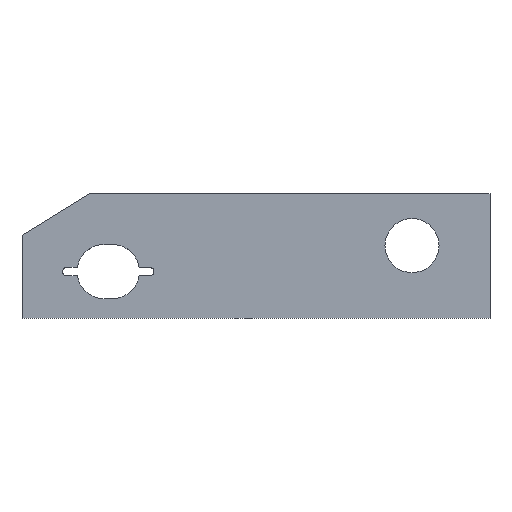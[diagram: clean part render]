
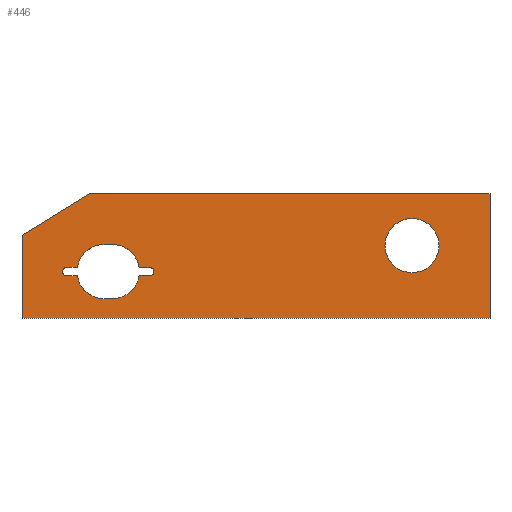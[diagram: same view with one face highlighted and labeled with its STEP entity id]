
A CAD part, top view. The second image highlights one B-rep face of the part: STEP entity #446.
In plain terms, the highlighted planar face has unit normal (0, 0, 1).
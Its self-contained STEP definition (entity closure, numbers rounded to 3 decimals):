
#93=CARTESIAN_POINT('',(150.,10.,4.));
#94=DIRECTION('',(0.,0.,-1.));
#95=DIRECTION('',(1.,0.,0.));
#96=AXIS2_PLACEMENT_3D('',#93,#94,#95);
#98=CARTESIAN_POINT('',(150.,10.,4.));
#99=DIRECTION('',(0.,0.,-1.));
#100=DIRECTION('',(-1.,0.,0.));
#101=AXIS2_PLACEMENT_3D('',#98,#99,#100);
#103=DIRECTION('',(-0.852,-0.524,0.));
#104=VECTOR('',#103,76.322);
#105=CARTESIAN_POINT('',(-160.,60.,4.));
#106=LINE('',#105,#104);
#107=DIRECTION('',(-1.,0.,0.));
#108=VECTOR('',#107,385.);
#109=CARTESIAN_POINT('',(225.,60.,4.));
#110=LINE('',#109,#108);
#111=DIRECTION('',(0.,1.,0.));
#112=VECTOR('',#111,120.);
#113=CARTESIAN_POINT('',(225.,-60.,4.));
#114=LINE('',#113,#112);
#115=DIRECTION('',(1.,0.,0.));
#116=VECTOR('',#115,450.);
#117=CARTESIAN_POINT('',(-225.,-60.,4.));
#118=LINE('',#117,#116);
#119=DIRECTION('',(0.,-1.,0.));
#120=VECTOR('',#119,80.);
#121=CARTESIAN_POINT('',(-225.,20.,4.));
#122=LINE('',#121,#120);
#123=DIRECTION('',(1.,0.,0.));
#124=VECTOR('',#123,10.31);
#125=CARTESIAN_POINT('',(-112.41,-19.,4.));
#126=LINE('',#125,#124);
#127=CARTESIAN_POINT('',(-102.1,-15.,4.));
#128=DIRECTION('',(0.,0.,1.));
#129=DIRECTION('',(0.,-1.,0.));
#130=AXIS2_PLACEMENT_3D('',#127,#128,#129);
#132=DIRECTION('',(-1.,0.,0.));
#133=VECTOR('',#132,10.31);
#134=CARTESIAN_POINT('',(-102.1,-11.,4.));
#135=LINE('',#134,#133);
#136=CARTESIAN_POINT('',(-138.1,-15.,4.));
#137=DIRECTION('',(0.,0.,1.));
#138=DIRECTION('',(0.988,0.154,0.));
#139=AXIS2_PLACEMENT_3D('',#136,#137,#138);
#141=DIRECTION('',(-1.,0.,0.));
#142=VECTOR('',#141,8.);
#143=CARTESIAN_POINT('',(-138.1,11.,4.));
#144=LINE('',#143,#142);
#145=CARTESIAN_POINT('',(-146.1,-15.,4.));
#146=DIRECTION('',(0.,0.,1.));
#147=DIRECTION('',(0.,1.,0.));
#148=AXIS2_PLACEMENT_3D('',#145,#146,#147);
#150=DIRECTION('',(-1.,0.,0.));
#151=VECTOR('',#150,10.31);
#152=CARTESIAN_POINT('',(-171.79,-11.,4.));
#153=LINE('',#152,#151);
#154=CARTESIAN_POINT('',(-182.1,-15.,4.));
#155=DIRECTION('',(0.,0.,1.));
#156=DIRECTION('',(0.,1.,0.));
#157=AXIS2_PLACEMENT_3D('',#154,#155,#156);
#159=DIRECTION('',(1.,0.,0.));
#160=VECTOR('',#159,10.31);
#161=CARTESIAN_POINT('',(-182.1,-19.,4.));
#162=LINE('',#161,#160);
#163=CARTESIAN_POINT('',(-146.1,-15.,4.));
#164=DIRECTION('',(0.,0.,1.));
#165=DIRECTION('',(-0.988,-0.154,0.));
#166=AXIS2_PLACEMENT_3D('',#163,#164,#165);
#168=DIRECTION('',(1.,0.,0.));
#169=VECTOR('',#168,8.);
#170=CARTESIAN_POINT('',(-146.1,-41.,4.));
#171=LINE('',#170,#169);
#172=CARTESIAN_POINT('',(-138.1,-15.,4.));
#173=DIRECTION('',(0.,0.,1.));
#174=DIRECTION('',(0.,-1.,0.));
#175=AXIS2_PLACEMENT_3D('',#172,#173,#174);
#259=CARTESIAN_POINT('',(176.,10.,4.));
#260=CARTESIAN_POINT('',(124.,10.,4.));
#261=VERTEX_POINT('',#259);
#262=VERTEX_POINT('',#260);
#263=CARTESIAN_POINT('',(-225.,20.,4.));
#264=CARTESIAN_POINT('',(-225.,-60.,4.));
#265=VERTEX_POINT('',#263);
#266=VERTEX_POINT('',#264);
#267=CARTESIAN_POINT('',(225.,-60.,4.));
#268=VERTEX_POINT('',#267);
#269=CARTESIAN_POINT('',(225.,60.,4.));
#270=VERTEX_POINT('',#269);
#271=CARTESIAN_POINT('',(-160.,60.,4.));
#272=VERTEX_POINT('',#271);
#289=CARTESIAN_POINT('',(-112.41,-19.,4.));
#290=CARTESIAN_POINT('',(-102.1,-19.,4.));
#291=VERTEX_POINT('',#289);
#292=VERTEX_POINT('',#290);
#293=CARTESIAN_POINT('',(-102.1,-11.,4.));
#294=VERTEX_POINT('',#293);
#295=CARTESIAN_POINT('',(-112.41,-11.,4.));
#296=VERTEX_POINT('',#295);
#297=CARTESIAN_POINT('',(-171.79,-11.,4.));
#298=CARTESIAN_POINT('',(-182.1,-11.,4.));
#299=VERTEX_POINT('',#297);
#300=VERTEX_POINT('',#298);
#301=CARTESIAN_POINT('',(-182.1,-19.,4.));
#302=VERTEX_POINT('',#301);
#303=CARTESIAN_POINT('',(-171.79,-19.,4.));
#304=VERTEX_POINT('',#303);
#313=CARTESIAN_POINT('',(-138.1,11.,4.));
#314=CARTESIAN_POINT('',(-146.1,11.,4.));
#315=VERTEX_POINT('',#313);
#316=VERTEX_POINT('',#314);
#317=CARTESIAN_POINT('',(-146.1,-41.,4.));
#318=CARTESIAN_POINT('',(-138.1,-41.,4.));
#319=VERTEX_POINT('',#317);
#320=VERTEX_POINT('',#318);
#399=CARTESIAN_POINT('',(0.,0.,4.));
#400=DIRECTION('',(0.,0.,1.));
#401=DIRECTION('',(1.,0.,0.));
#402=AXIS2_PLACEMENT_3D('',#399,#400,#401);
#403=PLANE('',#402);
#405=ORIENTED_EDGE('',*,*,#404,.F.);
#407=ORIENTED_EDGE('',*,*,#406,.F.);
#409=ORIENTED_EDGE('',*,*,#408,.F.);
#411=ORIENTED_EDGE('',*,*,#410,.F.);
#413=ORIENTED_EDGE('',*,*,#412,.F.);
#414=EDGE_LOOP('',(#405,#407,#409,#411,#413));
#415=FACE_OUTER_BOUND('',#414,.F.);
#416=ORIENTED_EDGE('',*,*,#379,.F.);
#417=ORIENTED_EDGE('',*,*,#393,.F.);
#418=EDGE_LOOP('',(#416,#417));
#419=FACE_BOUND('',#418,.F.);
#421=ORIENTED_EDGE('',*,*,#420,.T.);
#423=ORIENTED_EDGE('',*,*,#422,.T.);
#425=ORIENTED_EDGE('',*,*,#424,.T.);
#427=ORIENTED_EDGE('',*,*,#426,.T.);
#429=ORIENTED_EDGE('',*,*,#428,.T.);
#431=ORIENTED_EDGE('',*,*,#430,.T.);
#433=ORIENTED_EDGE('',*,*,#432,.T.);
#435=ORIENTED_EDGE('',*,*,#434,.T.);
#437=ORIENTED_EDGE('',*,*,#436,.T.);
#439=ORIENTED_EDGE('',*,*,#438,.T.);
#441=ORIENTED_EDGE('',*,*,#440,.T.);
#443=ORIENTED_EDGE('',*,*,#442,.T.);
#444=EDGE_LOOP('',(#421,#423,#425,#427,#429,#431,#433,#435,#437,#439,#441,
#443));
#445=FACE_BOUND('',#444,.F.);
#446=ADVANCED_FACE('',(#415,#419,#445),#403,.T.);
#97=CIRCLE('',#96,26.);
#102=CIRCLE('',#101,26.);
#131=CIRCLE('',#130,4.);
#140=CIRCLE('',#139,26.);
#149=CIRCLE('',#148,26.);
#158=CIRCLE('',#157,4.);
#167=CIRCLE('',#166,26.);
#176=CIRCLE('',#175,26.);
#379=EDGE_CURVE('',#261,#262,#97,.T.);
#393=EDGE_CURVE('',#262,#261,#102,.T.);
#404=EDGE_CURVE('',#272,#265,#106,.T.);
#406=EDGE_CURVE('',#270,#272,#110,.T.);
#408=EDGE_CURVE('',#268,#270,#114,.T.);
#410=EDGE_CURVE('',#266,#268,#118,.T.);
#412=EDGE_CURVE('',#265,#266,#122,.T.);
#420=EDGE_CURVE('',#291,#292,#126,.T.);
#422=EDGE_CURVE('',#292,#294,#131,.T.);
#424=EDGE_CURVE('',#294,#296,#135,.T.);
#426=EDGE_CURVE('',#296,#315,#140,.T.);
#428=EDGE_CURVE('',#315,#316,#144,.T.);
#430=EDGE_CURVE('',#316,#299,#149,.T.);
#432=EDGE_CURVE('',#299,#300,#153,.T.);
#434=EDGE_CURVE('',#300,#302,#158,.T.);
#436=EDGE_CURVE('',#302,#304,#162,.T.);
#438=EDGE_CURVE('',#304,#319,#167,.T.);
#440=EDGE_CURVE('',#319,#320,#171,.T.);
#442=EDGE_CURVE('',#320,#291,#176,.T.);
